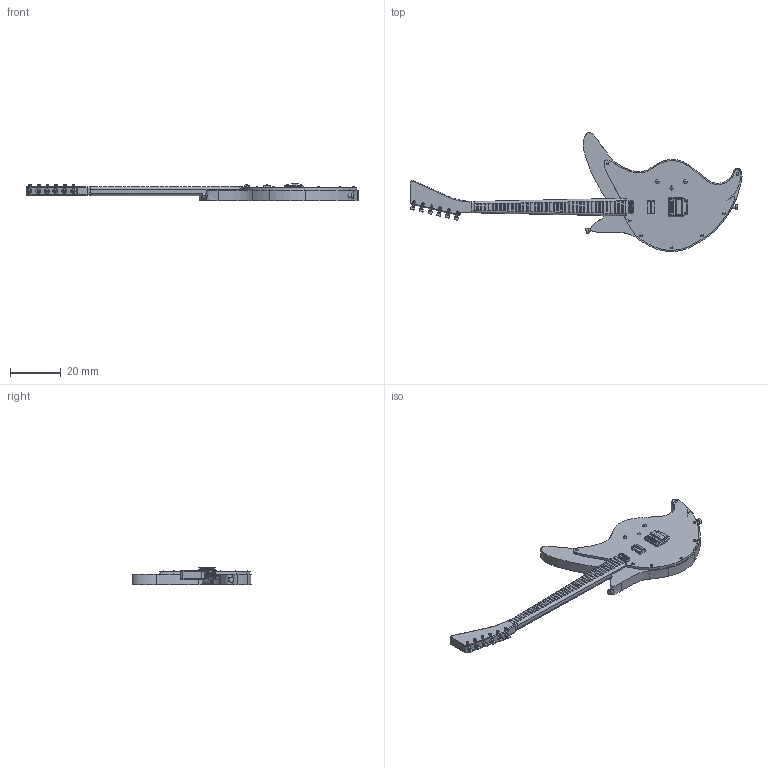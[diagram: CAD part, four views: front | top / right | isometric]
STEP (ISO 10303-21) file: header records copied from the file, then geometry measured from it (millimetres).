
FILE_DESCRIPTION (( 'STEP AP203' ), '1' );
FILE_NAME ('苤纏憚坻.STEP', '2025-08-17T12:32:07', ( '' ), ( '' ), 'SwSTEP 2.0', 'SolidWorks 2020', '' );
FILE_SCHEMA (( 'CONFIG_CONTROL_DESIGN' ));
Length unit declared in the file: millimetre
Products named in the file (1): 苤纏憚坻
Bounding box: 130.65 x 46.8 x 6.8 mm (x, y, z)
Volume: 9304.1 mm3; surface area: 5717.7 mm2
Topology: 1 solids, 1 shells, 749 faces, 1835 edges, 1130 vertices
Faces by surface type: plane 354, cylinder 266, torus 73, bspline 34, sphere 22
Entity records: 22918 total; most frequent: CARTESIAN_POINT 6260, ORIENTED_EDGE 3594, DIRECTION 3242, EDGE_CURVE 1797, AXIS2_PLACEMENT_3D 1153, VERTEX_POINT 1112, VECTOR 936, LINE 936
